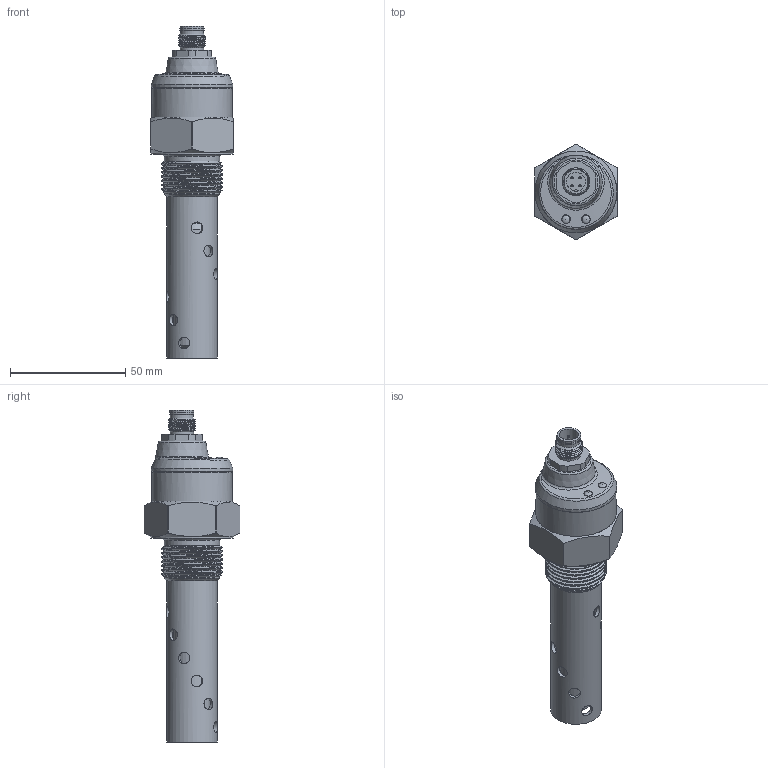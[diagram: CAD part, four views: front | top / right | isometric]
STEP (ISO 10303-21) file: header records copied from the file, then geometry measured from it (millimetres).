
FILE_DESCRIPTION(/* description */ ('Unknown'),/* implementation_level */ '2;1');
FILE_NAME(/* name */ 'QOS-35N-G3_4-U-C',/* time_stamp */ '2025-07-30T13:25:39+02:00',/* author */ ('Unknown'),/* organization */ ('Unknown'),/* preprocessor_version */ 'ST-DEVELOPER v18.1',/* originating_system */ 'Solid Edge',/* authorisation */ 'Unknown');
FILE_SCHEMA (('AUTOMOTIVE_DESIGN {1 0 10303 214 3 1 1}'));
Length unit declared in the file: millimetre
Products named in the file (1): QOS-35N-G3_4-U-C
Bounding box: 36 x 41.5 x 144.1 mm (x, y, z)
Volume: 68430.1 mm3; surface area: 20603.6 mm2
Topology: 1 solids, 2 shells, 123 faces, 320 edges, 209 vertices
Faces by surface type: cylinder 48, plane 32, cone 20, bspline 16, torus 7
Full cylindrical faces by diameter (mm): 1 x4, 3 x1, 5.1 x12, 8.2 x1, 10 x1, 10.2 x1, 10.3 x1, 10.5 x1, 13 x1, 16 x1, 19 x1, 19.2 x1, 22 x1, 24 x2, 34.8 x1, 35.5 x1, 35.6 x1
Entity records: 14340 total; most frequent: CARTESIAN_POINT 11044, DIRECTION 450, ORIENTED_EDGE 446, EDGE_CURVE 223, FACE_BOUND 213, EDGE_LOOP 210, AXIS2_PLACEMENT_3D 201, VERTEX_POINT 174
